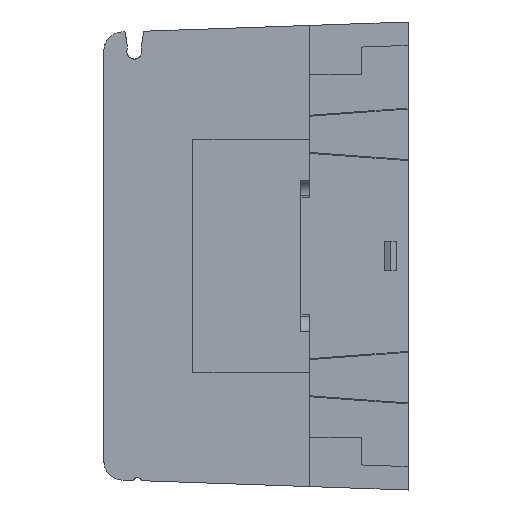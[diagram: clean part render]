
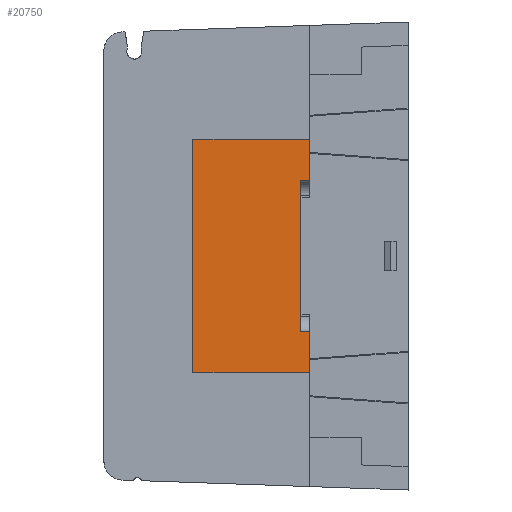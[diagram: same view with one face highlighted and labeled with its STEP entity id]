
A CAD part, left-side view. The second image highlights one B-rep face of the part: STEP entity #20750.
In plain terms, the highlighted planar face has unit normal (-1, 0, 0).
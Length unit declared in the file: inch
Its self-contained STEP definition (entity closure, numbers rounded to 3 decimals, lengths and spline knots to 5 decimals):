
#123 = LINE ( 'NONE', #37737, #14922 ) ;
#326 = LINE ( 'NONE', #6248, #15126 ) ;
#786 = FACE_OUTER_BOUND ( 'NONE', #29930, .T. ) ;
#1372 = CARTESIAN_POINT ( 'NONE',  ( -0.6067, 1.05, -1.25 ) ) ;
#2019 = ORIENTED_EDGE ( 'NONE', *, *, #4546, .F. ) ;
#2026 = CARTESIAN_POINT ( 'NONE',  ( -0.6067, 2.3, -1.25 ) ) ;
#2055 = LINE ( 'NONE', #24871, #17738 ) ;
#2588 = CARTESIAN_POINT ( 'NONE',  ( -0.6067, 1.05, 1.25 ) ) ;
#2619 = LINE ( 'NONE', #29418, #25228 ) ;
#3704 = CARTESIAN_POINT ( 'NONE',  ( -0.6067, 1.15, -0.80382 ) ) ;
#4446 = CARTESIAN_POINT ( 'NONE',  ( -0.6067, 1.15, -0.80382 ) ) ;
#4546 = EDGE_CURVE ( 'NONE', #12053, #16595, #123, .T. ) ;
#5770 = CARTESIAN_POINT ( 'NONE',  ( -0.6067, 2.3, 1.25 ) ) ;
#6248 = CARTESIAN_POINT ( 'NONE',  ( -0.6067, 1.15, 0.80382 ) ) ;
#6253 = EDGE_CURVE ( 'NONE', #32549, #6691, #28935, .T. ) ;
#6691 = VERTEX_POINT ( 'NONE', #3704 ) ;
#7231 = DIRECTION ( 'NONE',  ( 0., 0., -1. ) ) ;
#7427 = CARTESIAN_POINT ( 'NONE',  ( -0.6067, 2.3, 1.25 ) ) ;
#7486 = VERTEX_POINT ( 'NONE', #20518 ) ;
#7525 = DIRECTION ( 'NONE',  ( 0., 0., -1. ) ) ;
#8625 = AXIS2_PLACEMENT_3D ( 'NONE', #31137, #13498, #34099 ) ;
#11762 = LINE ( 'NONE', #2026, #27412 ) ;
#11833 = DIRECTION ( 'NONE',  ( 0., -1., 0. ) ) ;
#11860 = VERTEX_POINT ( 'NONE', #2588 ) ;
#12053 = VERTEX_POINT ( 'NONE', #1372 ) ;
#12302 = DIRECTION ( 'NONE',  ( 0., -1., 0. ) ) ;
#13286 = ORIENTED_EDGE ( 'NONE', *, *, #6253, .T. ) ;
#13498 = DIRECTION ( 'NONE',  ( 1., 0., 0. ) ) ;
#13507 = ORIENTED_EDGE ( 'NONE', *, *, #35912, .F. ) ;
#14922 = VECTOR ( 'NONE', #23041, 39.37008 ) ;
#15126 = VECTOR ( 'NONE', #12302, 39.37008 ) ;
#16595 = VERTEX_POINT ( 'NONE', #32286 ) ;
#16734 = DIRECTION ( 'NONE',  ( 0., 0., 1. ) ) ;
#17398 = ORIENTED_EDGE ( 'NONE', *, *, #19971, .F. ) ;
#17738 = VECTOR ( 'NONE', #7231, 39.37008 ) ;
#18761 = EDGE_CURVE ( 'NONE', #7486, #6691, #2055, .T. ) ;
#19139 = ORIENTED_EDGE ( 'NONE', *, *, #24465, .F. ) ;
#19180 = LINE ( 'NONE', #5770, #26114 ) ;
#19222 = CARTESIAN_POINT ( 'NONE',  ( -0.6067, 1.05, 1.25 ) ) ;
#19547 = ORIENTED_EDGE ( 'NONE', *, *, #27243, .F. ) ;
#19971 = EDGE_CURVE ( 'NONE', #32549, #12053, #37902, .T. ) ;
#20314 = CARTESIAN_POINT ( 'NONE',  ( -0.6067, 1.05, 0.80382 ) ) ;
#20518 = CARTESIAN_POINT ( 'NONE',  ( -0.6067, 1.15, 0.80382 ) ) ;
#20750 = ADVANCED_FACE ( 'NONE', ( #786 ), #36933, .F. ) ;
#21069 = VECTOR ( 'NONE', #22105, 39.37008 ) ;
#21253 = ORIENTED_EDGE ( 'NONE', *, *, #35596, .T. ) ;
#22105 = DIRECTION ( 'NONE',  ( 0., 1., 0. ) ) ;
#22202 = VECTOR ( 'NONE', #7525, 39.37008 ) ;
#22262 = VERTEX_POINT ( 'NONE', #20314 ) ;
#23041 = DIRECTION ( 'NONE',  ( 0., 1., 0. ) ) ;
#24465 = EDGE_CURVE ( 'NONE', #16595, #28863, #11762, .T. ) ;
#24871 = CARTESIAN_POINT ( 'NONE',  ( -0.6067, 1.15, -1.25 ) ) ;
#25228 = VECTOR ( 'NONE', #26444, 39.37008 ) ;
#25933 = ORIENTED_EDGE ( 'NONE', *, *, #18761, .F. ) ;
#26114 = VECTOR ( 'NONE', #11833, 39.37008 ) ;
#26444 = DIRECTION ( 'NONE',  ( 0., 0., -1. ) ) ;
#27243 = EDGE_CURVE ( 'NONE', #28863, #11860, #19180, .T. ) ;
#27412 = VECTOR ( 'NONE', #16734, 39.37008 ) ;
#28683 = CARTESIAN_POINT ( 'NONE',  ( -0.6067, 1.05, -0.80382 ) ) ;
#28863 = VERTEX_POINT ( 'NONE', #7427 ) ;
#28935 = LINE ( 'NONE', #4446, #21069 ) ;
#29418 = CARTESIAN_POINT ( 'NONE',  ( -0.6067, 1.05, 1.25 ) ) ;
#29930 = EDGE_LOOP ( 'NONE', ( #25933, #21253, #13507, #19547, #19139, #2019, #17398, #13286 ) ) ;
#31137 = CARTESIAN_POINT ( 'NONE',  ( -0.6067, 2.3, -1.25 ) ) ;
#32286 = CARTESIAN_POINT ( 'NONE',  ( -0.6067, 2.3, -1.25 ) ) ;
#32549 = VERTEX_POINT ( 'NONE', #28683 ) ;
#34099 = DIRECTION ( 'NONE',  ( 0., 0., -1. ) ) ;
#35596 = EDGE_CURVE ( 'NONE', #7486, #22262, #326, .T. ) ;
#35912 = EDGE_CURVE ( 'NONE', #11860, #22262, #2619, .T. ) ;
#36933 = PLANE ( 'NONE',  #8625 ) ;
#37737 = CARTESIAN_POINT ( 'NONE',  ( -0.6067, 1.05, -1.25 ) ) ;
#37902 = LINE ( 'NONE', #19222, #22202 ) ;
